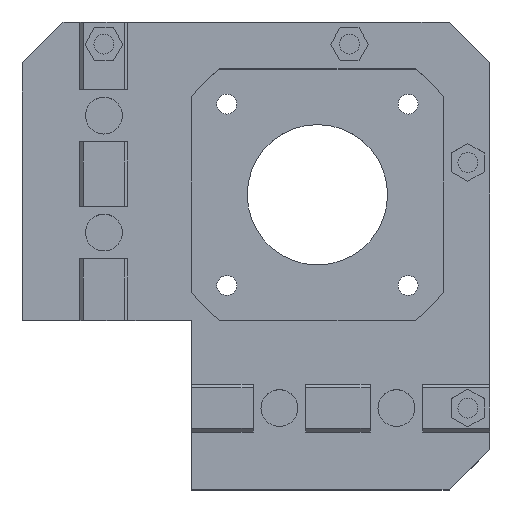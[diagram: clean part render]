
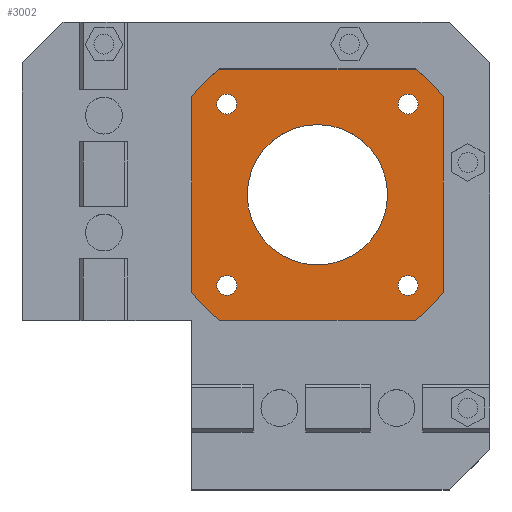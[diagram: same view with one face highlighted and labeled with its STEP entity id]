
A CAD part, top view. The second image highlights one B-rep face of the part: STEP entity #3002.
In plain terms, the highlighted planar face has unit normal (0, 0, 1).
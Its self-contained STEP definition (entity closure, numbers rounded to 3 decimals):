
#64=FACE_BOUND('',#1217,.T.);
#65=FACE_BOUND('',#1218,.T.);
#66=FACE_BOUND('',#1219,.T.);
#67=FACE_BOUND('',#1220,.T.);
#68=FACE_BOUND('',#1221,.T.);
#395=LINE('',#4901,#733);
#399=LINE('',#4910,#737);
#402=LINE('',#4918,#740);
#405=LINE('',#4926,#743);
#733=VECTOR('',#4020,10.);
#737=VECTOR('',#4030,10.);
#740=VECTOR('',#4039,10.);
#743=VECTOR('',#4048,10.);
#866=PLANE('',#3250);
#1029=FACE_OUTER_BOUND('',#1216,.T.);
#1216=EDGE_LOOP('',(#2797,#2798,#2799,#2800,#2801,#2802,#2803,#2804));
#1217=EDGE_LOOP('',(#2805));
#1218=EDGE_LOOP('',(#2806));
#1219=EDGE_LOOP('',(#2807));
#1220=EDGE_LOOP('',(#2808));
#1221=EDGE_LOOP('',(#2809));
#1251=CIRCLE('',#3061,1.7);
#1253=CIRCLE('',#3065,1.7);
#1255=CIRCLE('',#3069,12.);
#1257=CIRCLE('',#3073,1.7);
#1259=CIRCLE('',#3077,1.7);
#1292=CIRCLE('',#3240,27.25);
#1293=CIRCLE('',#3243,27.25);
#1294=CIRCLE('',#3246,27.25);
#1295=CIRCLE('',#3249,27.25);
#1367=VERTEX_POINT('',#4233);
#1369=VERTEX_POINT('',#4241);
#1371=VERTEX_POINT('',#4249);
#1373=VERTEX_POINT('',#4257);
#1375=VERTEX_POINT('',#4265);
#1571=VERTEX_POINT('',#4898);
#1572=VERTEX_POINT('',#4900);
#1573=VERTEX_POINT('',#4904);
#1574=VERTEX_POINT('',#4908);
#1575=VERTEX_POINT('',#4912);
#1576=VERTEX_POINT('',#4916);
#1577=VERTEX_POINT('',#4920);
#1578=VERTEX_POINT('',#4924);
#1655=EDGE_CURVE('',#1367,#1367,#1251,.T.);
#1659=EDGE_CURVE('',#1369,#1369,#1253,.T.);
#1664=EDGE_CURVE('',#1371,#1371,#1255,.T.);
#1667=EDGE_CURVE('',#1373,#1373,#1257,.T.);
#1671=EDGE_CURVE('',#1375,#1375,#1259,.T.);
#1980=EDGE_CURVE('',#1571,#1572,#395,.T.);
#1983=EDGE_CURVE('',#1573,#1571,#1292,.T.);
#1985=EDGE_CURVE('',#1574,#1573,#399,.T.);
#1987=EDGE_CURVE('',#1575,#1574,#1293,.T.);
#1989=EDGE_CURVE('',#1576,#1575,#402,.T.);
#1991=EDGE_CURVE('',#1577,#1576,#1294,.T.);
#1993=EDGE_CURVE('',#1578,#1577,#405,.T.);
#1994=EDGE_CURVE('',#1572,#1578,#1295,.T.);
#2797=ORIENTED_EDGE('',*,*,#1994,.F.);
#2798=ORIENTED_EDGE('',*,*,#1980,.F.);
#2799=ORIENTED_EDGE('',*,*,#1983,.F.);
#2800=ORIENTED_EDGE('',*,*,#1985,.F.);
#2801=ORIENTED_EDGE('',*,*,#1987,.F.);
#2802=ORIENTED_EDGE('',*,*,#1989,.F.);
#2803=ORIENTED_EDGE('',*,*,#1991,.F.);
#2804=ORIENTED_EDGE('',*,*,#1993,.F.);
#2805=ORIENTED_EDGE('',*,*,#1671,.T.);
#2806=ORIENTED_EDGE('',*,*,#1659,.T.);
#2807=ORIENTED_EDGE('',*,*,#1667,.T.);
#2808=ORIENTED_EDGE('',*,*,#1655,.T.);
#2809=ORIENTED_EDGE('',*,*,#1664,.F.);
#3002=ADVANCED_FACE('',(#1029,#64,#65,#66,#67,#68),#866,.F.);
#3061=AXIS2_PLACEMENT_3D('',#4234,#3380,#3381);
#3065=AXIS2_PLACEMENT_3D('',#4242,#3390,#3391);
#3069=AXIS2_PLACEMENT_3D('',#4251,#3401,#3402);
#3073=AXIS2_PLACEMENT_3D('',#4258,#3410,#3411);
#3077=AXIS2_PLACEMENT_3D('',#4266,#3420,#3421);
#3240=AXIS2_PLACEMENT_3D('',#4906,#4025,#4026);
#3243=AXIS2_PLACEMENT_3D('',#4914,#4034,#4035);
#3246=AXIS2_PLACEMENT_3D('',#4922,#4043,#4044);
#3249=AXIS2_PLACEMENT_3D('',#4928,#4051,#4052);
#3250=AXIS2_PLACEMENT_3D('',#4929,#4053,#4054);
#3380=DIRECTION('center_axis',(0.,0.,-1.));
#3381=DIRECTION('ref_axis',(0.,-1.,0.));
#3390=DIRECTION('center_axis',(0.,0.,-1.));
#3391=DIRECTION('ref_axis',(0.,-1.,0.));
#3401=DIRECTION('center_axis',(0.,0.,1.));
#3402=DIRECTION('ref_axis',(0.,1.,0.));
#3410=DIRECTION('center_axis',(0.,0.,-1.));
#3411=DIRECTION('ref_axis',(0.,-1.,0.));
#3420=DIRECTION('center_axis',(0.,0.,-1.));
#3421=DIRECTION('ref_axis',(0.,-1.,0.));
#4020=DIRECTION('',(1.,0.,0.));
#4025=DIRECTION('center_axis',(0.,0.,-1.));
#4026=DIRECTION('ref_axis',(-0.789,0.614,0.));
#4030=DIRECTION('',(0.,1.,0.));
#4034=DIRECTION('center_axis',(0.,0.,-1.));
#4035=DIRECTION('ref_axis',(-0.614,-0.789,0.));
#4039=DIRECTION('',(-1.,0.,0.));
#4043=DIRECTION('center_axis',(0.,0.,-1.));
#4044=DIRECTION('ref_axis',(0.789,-0.614,0.));
#4048=DIRECTION('',(0.,-1.,0.));
#4051=DIRECTION('center_axis',(0.,0.,-1.));
#4052=DIRECTION('ref_axis',(0.614,0.789,0.));
#4053=DIRECTION('center_axis',(0.,0.,-1.));
#4054=DIRECTION('ref_axis',(0.,1.,0.));
#4233=CARTESIAN_POINT('',(15.5,17.2,5.));
#4234=CARTESIAN_POINT('Origin',(15.5,15.5,5.));
#4241=CARTESIAN_POINT('',(15.5,-13.8,5.));
#4242=CARTESIAN_POINT('Origin',(15.5,-15.5,5.));
#4249=CARTESIAN_POINT('',(0.,-12.,5.));
#4251=CARTESIAN_POINT('Origin',(0.,0.,5.));
#4257=CARTESIAN_POINT('',(-15.5,-13.8,5.));
#4258=CARTESIAN_POINT('Origin',(-15.5,-15.5,5.));
#4265=CARTESIAN_POINT('',(-15.5,17.2,5.));
#4266=CARTESIAN_POINT('Origin',(-15.5,15.5,5.));
#4898=CARTESIAN_POINT('',(-16.743,21.5,5.));
#4900=CARTESIAN_POINT('',(16.743,21.5,5.));
#4901=CARTESIAN_POINT('',(-21.5,21.5,5.));
#4904=CARTESIAN_POINT('',(-21.5,16.743,5.));
#4906=CARTESIAN_POINT('Origin',(0.,0.,5.));
#4908=CARTESIAN_POINT('',(-21.5,-16.743,5.));
#4910=CARTESIAN_POINT('',(-21.5,-21.5,5.));
#4912=CARTESIAN_POINT('',(-16.743,-21.5,5.));
#4914=CARTESIAN_POINT('Origin',(0.,0.,5.));
#4916=CARTESIAN_POINT('',(16.743,-21.5,5.));
#4918=CARTESIAN_POINT('',(21.5,-21.5,5.));
#4920=CARTESIAN_POINT('',(21.5,-16.743,5.));
#4922=CARTESIAN_POINT('Origin',(0.,0.,5.));
#4924=CARTESIAN_POINT('',(21.5,16.743,5.));
#4926=CARTESIAN_POINT('',(21.5,21.5,5.));
#4928=CARTESIAN_POINT('Origin',(0.,0.,5.));
#4929=CARTESIAN_POINT('Origin',(0.,0.,
5.));
